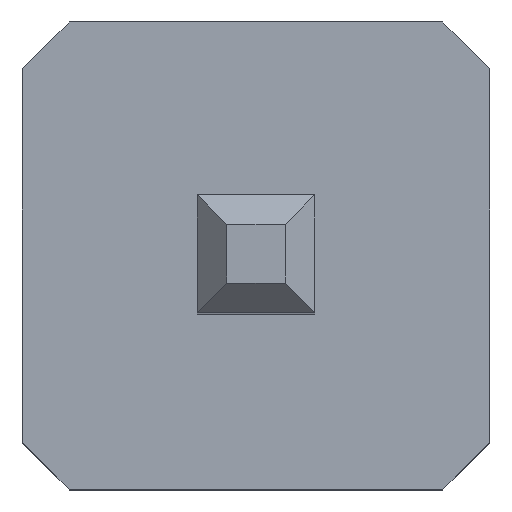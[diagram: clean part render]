
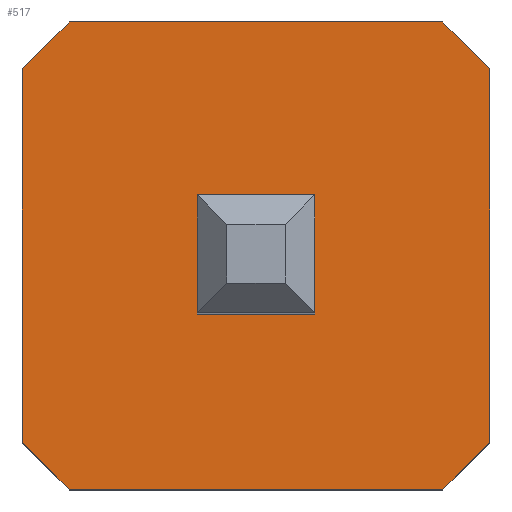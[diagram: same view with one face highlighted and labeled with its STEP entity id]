
A CAD part, top view. The second image highlights one B-rep face of the part: STEP entity #517.
In plain terms, the highlighted planar face has unit normal (0, 0, 1).
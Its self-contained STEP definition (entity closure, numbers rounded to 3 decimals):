
#15=FACE_BOUND('',#72,.T.);
#42=FACE_OUTER_BOUND('',#71,.T.);
#71=EDGE_LOOP('',(#418,#419,#420,#421,#422,#423,#424,#425));
#72=EDGE_LOOP('',(#426,#427,#428,#429));
#74=LINE('',#687,#138);
#91=LINE('',#720,#155);
#93=LINE('',#724,#157);
#96=LINE('',#730,#160);
#97=LINE('',#732,#161);
#99=LINE('',#736,#163);
#100=LINE('',#738,#164);
#110=LINE('',#760,#174);
#115=LINE('',#769,#179);
#118=LINE('',#775,#182);
#119=LINE('',#777,#183);
#137=LINE('',#814,#201);
#138=VECTOR('',#565,10.);
#155=VECTOR('',#586,1.);
#157=VECTOR('',#590,1.);
#160=VECTOR('',#595,1.);
#161=VECTOR('',#598,1.);
#163=VECTOR('',#602,1.);
#164=VECTOR('',#605,1.);
#174=VECTOR('',#625,1.);
#179=VECTOR('',#632,1.);
#182=VECTOR('',#637,1.);
#183=VECTOR('',#640,1.);
#201=VECTOR('',#680,10.);
#202=VERTEX_POINT('',#685);
#203=VERTEX_POINT('',#686);
#216=VERTEX_POINT('',#716);
#217=VERTEX_POINT('',#718);
#218=VERTEX_POINT('',#722);
#219=VERTEX_POINT('',#726);
#220=VERTEX_POINT('',#728);
#221=VERTEX_POINT('',#734);
#226=VERTEX_POINT('',#756);
#228=VERTEX_POINT('',#759);
#230=VERTEX_POINT('',#765);
#232=VERTEX_POINT('',#771);
#242=EDGE_CURVE('',#202,#203,#74,.T.);
#259=EDGE_CURVE('',#216,#217,#91,.T.);
#261=EDGE_CURVE('',#217,#218,#93,.T.);
#264=EDGE_CURVE('',#219,#220,#96,.T.);
#265=EDGE_CURVE('',#218,#203,#97,.T.);
#267=EDGE_CURVE('',#221,#219,#99,.T.);
#268=EDGE_CURVE('',#202,#221,#100,.T.);
#278=EDGE_CURVE('',#226,#228,#110,.T.);
#283=EDGE_CURVE('',#230,#228,#115,.T.);
#286=EDGE_CURVE('',#232,#230,#118,.T.);
#287=EDGE_CURVE('',#232,#226,#119,.T.);
#305=EDGE_CURVE('',#216,#220,#137,.T.);
#418=ORIENTED_EDGE('',*,*,#305,.F.);
#419=ORIENTED_EDGE('',*,*,#259,.T.);
#420=ORIENTED_EDGE('',*,*,#261,.T.);
#421=ORIENTED_EDGE('',*,*,#265,.T.);
#422=ORIENTED_EDGE('',*,*,#242,.F.);
#423=ORIENTED_EDGE('',*,*,#268,.T.);
#424=ORIENTED_EDGE('',*,*,#267,.T.);
#425=ORIENTED_EDGE('',*,*,#264,.T.);
#426=ORIENTED_EDGE('',*,*,#278,.F.);
#427=ORIENTED_EDGE('',*,*,#287,.F.);
#428=ORIENTED_EDGE('',*,*,#286,.T.);
#429=ORIENTED_EDGE('',*,*,#283,.T.);
#460=PLANE('',#559);
#517=ADVANCED_FACE('',(#42,#15),#460,.T.);
#559=AXIS2_PLACEMENT_3D('',#813,#678,#679);
#565=DIRECTION('',(-1.,0.,0.));
#586=DIRECTION('',(-0.707,-0.707,0.));
#590=DIRECTION('',(0.,-1.,0.));
#595=DIRECTION('',(-0.707,0.707,0.));
#598=DIRECTION('',(0.707,-0.707,0.));
#602=DIRECTION('',(0.,1.,0.));
#605=DIRECTION('',(0.707,0.707,0.));
#625=DIRECTION('',(-1.,0.,0.));
#632=DIRECTION('',(0.,1.,0.));
#637=DIRECTION('',(-1.,0.,0.));
#640=DIRECTION('',(0.,1.,0.));
#678=DIRECTION('center_axis',(0.,0.,1.));
#679=DIRECTION('ref_axis',(1.,0.,0.));
#680=DIRECTION('',(1.,0.,0.));
#685=CARTESIAN_POINT('',(1.016,-3.81,2.54));
#686=CARTESIAN_POINT('',(-1.016,-3.81,2.54));
#687=CARTESIAN_POINT('',(0.,-3.81,2.54));
#716=CARTESIAN_POINT('',(-1.016,-1.27,2.54));
#718=CARTESIAN_POINT('',(-1.27,-1.524,2.54));
#720=CARTESIAN_POINT('',(-1.016,-1.27,2.54));
#722=CARTESIAN_POINT('',(-1.27,-3.556,2.54));
#724=CARTESIAN_POINT('',(-1.27,-1.524,2.54));
#726=CARTESIAN_POINT('',(1.27,-1.524,2.54));
#728=CARTESIAN_POINT('',(1.016,-1.27,2.54));
#730=CARTESIAN_POINT('',(1.27,-1.524,2.54));
#732=CARTESIAN_POINT('',(-1.27,-3.556,2.54));
#734=CARTESIAN_POINT('',(1.27,-3.556,2.54));
#736=CARTESIAN_POINT('',(1.27,-3.556,2.54));
#738=CARTESIAN_POINT('',(1.016,-3.81,2.54));
#756=CARTESIAN_POINT('',(0.32,-2.22,2.54));
#759=CARTESIAN_POINT('',(-0.32,-2.22,2.54));
#760=CARTESIAN_POINT('',(-0.16,-2.22,2.54));
#765=CARTESIAN_POINT('',(-0.32,-2.86,2.54));
#769=CARTESIAN_POINT('',(-0.32,-3.335,2.54));
#771=CARTESIAN_POINT('',(0.32,-2.86,2.54));
#775=CARTESIAN_POINT('',(-0.16,-2.86,2.54));
#777=CARTESIAN_POINT('',(0.32,-3.335,2.54));
#813=CARTESIAN_POINT('Origin',(0.,-3.81,2.54));
#814=CARTESIAN_POINT('',(0.,-1.27,2.54));
